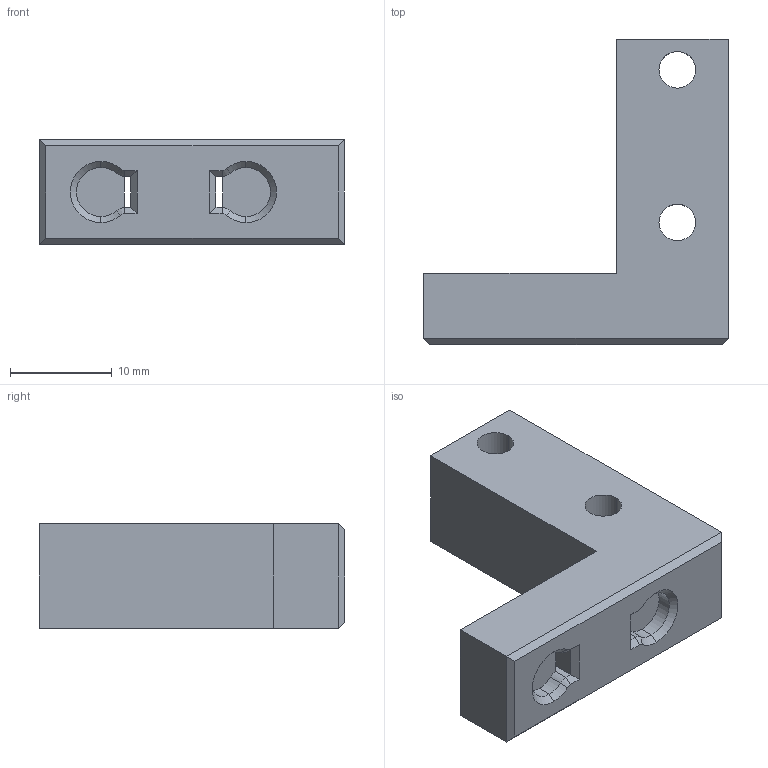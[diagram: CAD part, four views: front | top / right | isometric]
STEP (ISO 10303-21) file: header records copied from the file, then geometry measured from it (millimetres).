
FILE_DESCRIPTION (( 'STEP AP214' ), '1' );
FILE_NAME ('quickbort toolhead mount.STEP', '2025-03-10T22:04:49', ( '' ), ( '' ), 'SwSTEP 2.0', 'SolidWorks 2022', '' );
FILE_SCHEMA (( 'AUTOMOTIVE_DESIGN' ));
Length unit declared in the file: millimetre
Products named in the file (1): quickbort toolhead mount
Bounding box: 29.9 x 30 x 10.3 mm (x, y, z)
Volume: 4430.5 mm3; surface area: 2443.8 mm2
Topology: 1 solids, 1 shells, 52 faces, 126 edges, 76 vertices
Faces by surface type: plane 28, cylinder 14, cone 10
Entity records: 1550 total; most frequent: CARTESIAN_POINT 267, DIRECTION 266, ORIENTED_EDGE 252, EDGE_CURVE 126, AXIS2_PLACEMENT_3D 91, VECTOR 84, LINE 84, VERTEX_POINT 76
